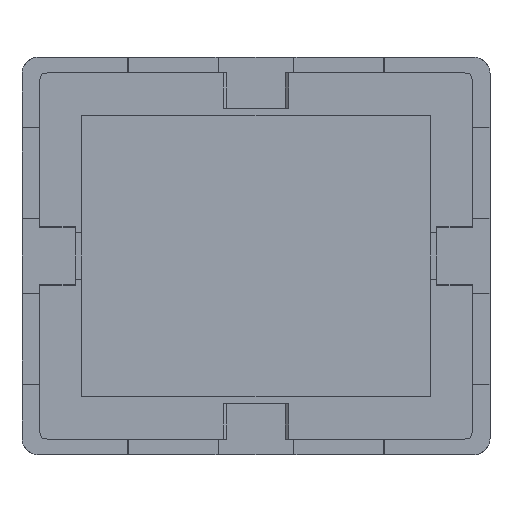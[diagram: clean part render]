
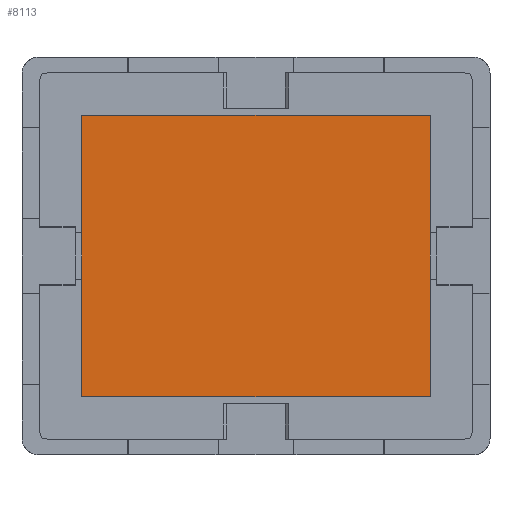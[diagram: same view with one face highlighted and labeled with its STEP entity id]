
A CAD part, front view. The second image highlights one B-rep face of the part: STEP entity #8113.
In plain terms, the highlighted planar face has unit normal (0, -1, 0).
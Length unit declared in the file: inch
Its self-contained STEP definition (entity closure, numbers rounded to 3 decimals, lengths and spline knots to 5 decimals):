
#2921=DIRECTION('',(0.,0.,-1.));
#2922=VECTOR('',#2921,34.021);
#2923=CARTESIAN_POINT('',(-21.0105,4.561,17.0105));
#2924=LINE('',#2923,#2922);
#2925=DIRECTION('',(-1.,0.,0.));
#2926=VECTOR('',#2925,42.021);
#2927=CARTESIAN_POINT('',(21.0105,4.561,17.0105));
#2928=LINE('',#2927,#2926);
#2929=DIRECTION('',(0.,0.,1.));
#2930=VECTOR('',#2929,34.021);
#2931=CARTESIAN_POINT('',(21.0105,4.561,-17.0105));
#2932=LINE('',#2931,#2930);
#2933=DIRECTION('',(1.,0.,0.));
#2934=VECTOR('',#2933,42.021);
#2935=CARTESIAN_POINT('',(-21.0105,4.561,-17.0105));
#2936=LINE('',#2935,#2934);
#3241=CARTESIAN_POINT('',(-21.0105,4.561,17.0105));
#3242=CARTESIAN_POINT('',(-21.0105,4.561,-17.0105));
#3243=VERTEX_POINT('',#3241);
#3244=VERTEX_POINT('',#3242);
#3245=CARTESIAN_POINT('',(21.0105,4.561,-17.0105));
#3246=VERTEX_POINT('',#3245);
#3247=CARTESIAN_POINT('',(21.0105,4.561,17.0105));
#3248=VERTEX_POINT('',#3247);
#8102=CARTESIAN_POINT('',(0.,4.561,0.));
#8103=DIRECTION('',(0.,-1.,0.));
#8104=DIRECTION('',(1.,0.,0.));
#8105=AXIS2_PLACEMENT_3D('',#8102,#8103,#8104);
#8106=PLANE('',#8105);
#8107=ORIENTED_EDGE('',*,*,#4998,.F.);
#8108=ORIENTED_EDGE('',*,*,#4845,.F.);
#8109=ORIENTED_EDGE('',*,*,#7917,.F.);
#8110=ORIENTED_EDGE('',*,*,#8081,.F.);
#8111=EDGE_LOOP('',(#8107,#8108,#8109,#8110));
#8112=FACE_OUTER_BOUND('',#8111,.F.);
#8113=ADVANCED_FACE('',(#8112),#8106,.T.);
#4845=EDGE_CURVE('',#3248,#3243,#2928,.T.);
#4998=EDGE_CURVE('',#3243,#3244,#2924,.T.);
#7917=EDGE_CURVE('',#3246,#3248,#2932,.T.);
#8081=EDGE_CURVE('',#3244,#3246,#2936,.T.);
